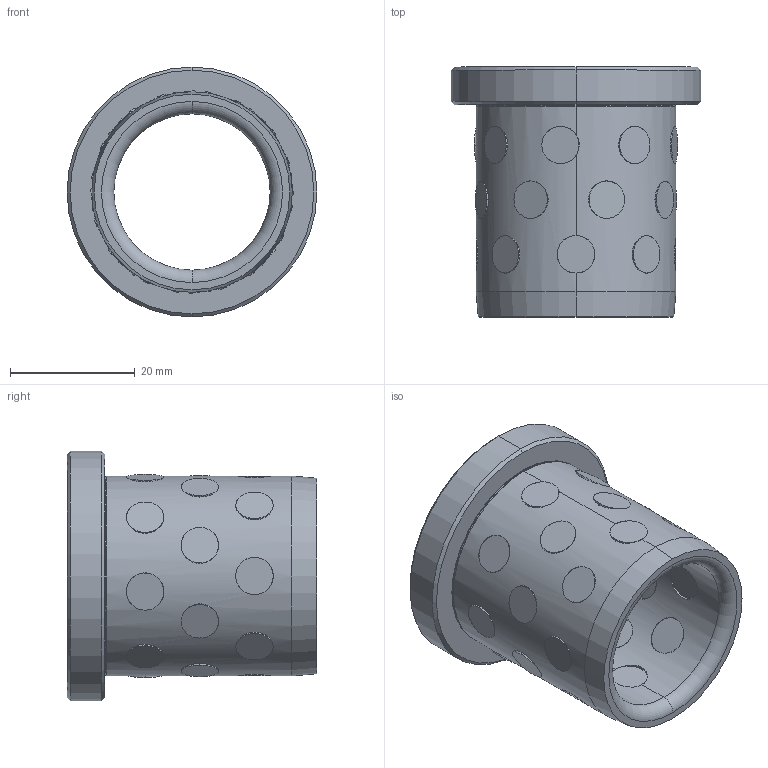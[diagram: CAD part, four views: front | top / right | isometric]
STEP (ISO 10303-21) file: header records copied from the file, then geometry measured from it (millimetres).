
FILE_DESCRIPTION (( 'STEP AP214' ), '1' );
FILE_NAME ('JUM-PAD-D25-L40.STEP', '2021-10-19T02:56:44', ( '' ), ( '' ), 'SwSTEP 2.0', 'SolidWorks 2016', '' );
FILE_SCHEMA (( 'AUTOMOTIVE_DESIGN' ));
Length unit declared in the file: millimetre
Products named in the file (29): ʯī-L3.5; JUM-PAD-D25-L40; JNM-PAD-D25-L40
Assembly tree (26 placements, depth 2):
  ʯī-L3.5
  ʯī-L3.5
  ʯī-L3.5
  ʯī-L3.5
  ʯī-L3.5
Bounding box: 40 x 40 x 40 mm (x, y, z)
Volume: 14318.7 mm3; surface area: 11751 mm2
Topology: 25 solids, 25 shells, 169 faces, 363 edges, 238 vertices
Faces by surface type: cylinder 104, plane 51, cone 10, torus 4
Entity records: 6407 total; most frequent: CARTESIAN_POINT 3575, ORIENTED_EDGE 448, DIRECTION 366, EDGE_CURVE 224, AXIS2_PLACEMENT_3D 145, VERTEX_POINT 144, EDGE_LOOP 120, B_SPLINE_CURVE_WITH_KNOTS 113
